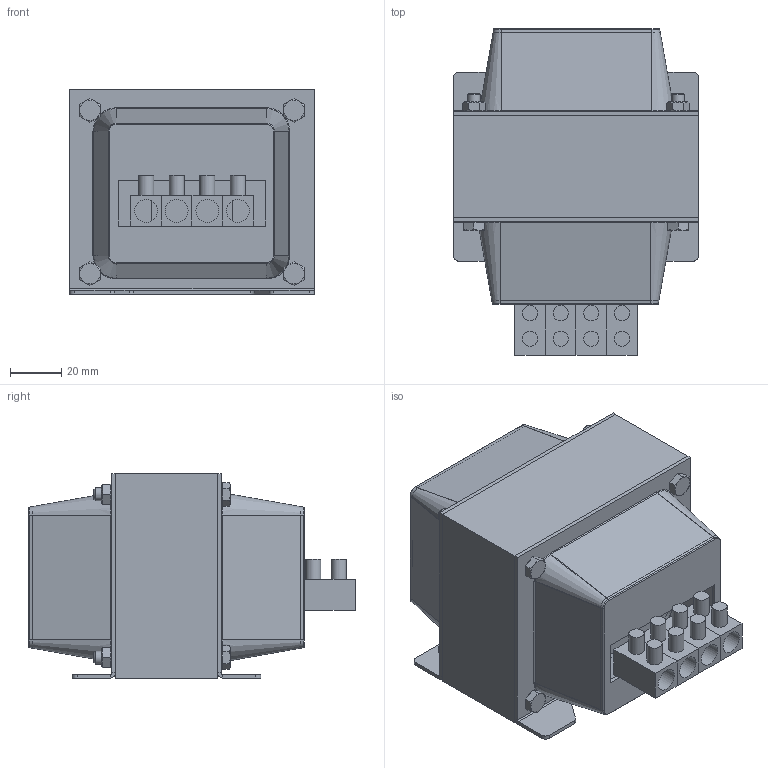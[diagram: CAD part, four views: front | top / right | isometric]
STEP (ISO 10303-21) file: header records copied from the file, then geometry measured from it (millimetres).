
FILE_DESCRIPTION(/* description */ (''),/* implementation_level */ '2;1');
FILE_NAME(/* name */ 'AMD02130621.stp',/* time_stamp */ '2023-12-12T13:57:42+01:00',/* author */ ('velazquez'),/* organization */ (''),/* preprocessor_version */ 'ST-DEVELOPER v19.2',/* originating_system */ 'Autodesk Inventor 2023',/* authorisation */ '');
FILE_SCHEMA (('AUTOMOTIVE_DESIGN { 1 0 10303 214 3 1 1 }'));
Length unit declared in the file: millimetre
Products named in the file (8): AMD02130621; TAPA RC32 CIEGA; TAPA RC32 VENTANA 4 ELEMENTOS 10; FICHA 10 4 ELEMENTOS; FICHA 10; EI96 x 80 - 40 (RC32) Azul; DIN 933 - M5  x 50; DIN 934 - M5
Assembly tree (16 placements, depth 3):
  AMD02130621
    TAPA RC32 CIEGA
    TAPA RC32 VENTANA 4 ELEMENTOS 10
    FICHA 10 4 ELEMENTOS
      FICHA 10  x4
    EI96 x 80 - 40 (RC32) Azul
    DIN 933 - M5  x 50  x4
    DIN 934 - M5  x4
Bounding box: 96 x 128 x 80 mm (x, y, z)
Volume: 280310.3 mm3; surface area: 113779.5 mm2
Topology: 15 solids, 15 shells, 326 faces, 736 edges, 460 vertices
Faces by surface type: plane 174, cylinder 72, cone 64, torus 16
Full cylindrical faces by diameter (mm): 4.134 x4, 4.567 x4, 5 x12, 5.5 x4, 6 x8, 6.7 x4, 9 x4
Entity records: 6062 total; most frequent: DIRECTION 1023, CARTESIAN_POINT 1000, ORIENTED_EDGE 908, EDGE_CURVE 454, AXIS2_PLACEMENT_3D 378, VERTEX_POINT 283, LINE 267, VECTOR 267
